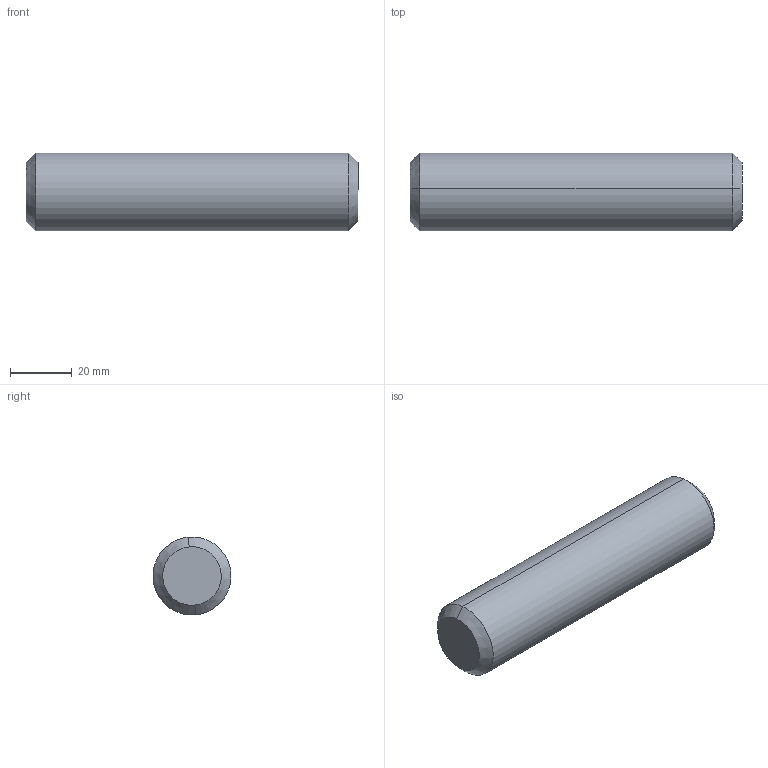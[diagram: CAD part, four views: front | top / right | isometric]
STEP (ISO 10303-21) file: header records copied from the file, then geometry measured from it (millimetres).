
FILE_DESCRIPTION (( 'STEP AP203' ), '1' );
FILE_NAME ('LeftToothbar_Hardware.STEP', '2023-07-27T05:56:57', ( '' ), ( '' ), 'SwSTEP 2.0', 'SolidWorks 2021', '' );
FILE_SCHEMA (( 'CONFIG_CONTROL_DESIGN' ));
Length unit declared in the file: centimetre
Products named in the file (4): LeftToothbar_Hardware; Part 13-1; Grapple Rake _1_; Lift Arm _1_
Assembly tree (3 placements, depth 4):
  LeftToothbar_Hardware
    Lift Arm _1_
      Grapple Rake _1_
        Part 13-1
Bounding box: 107.95 x 25.32 x 25.32 mm (x, y, z)
Volume: 53961.7 mm3; surface area: 9304.4 mm2
Topology: 1 solids, 1 shells, 8 faces, 14 edges, 8 vertices
Faces by surface type: cone 4, cylinder 2, plane 2
Entity records: 616 total; most frequent: DIRECTION 54, CARTESIAN_POINT 38, PERSON_AND_ORGANIZATION 35, ORIENTED_EDGE 28, CALENDAR_DATE 26, COORDINATED_UNIVERSAL_TIME_OFFSET 26, LOCAL_TIME 26, DATE_AND_TIME 26
